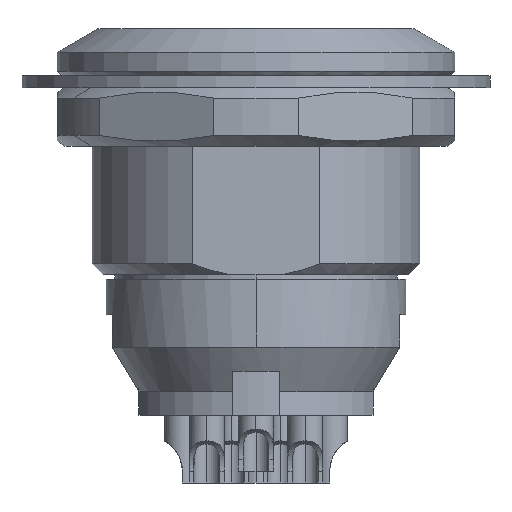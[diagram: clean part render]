
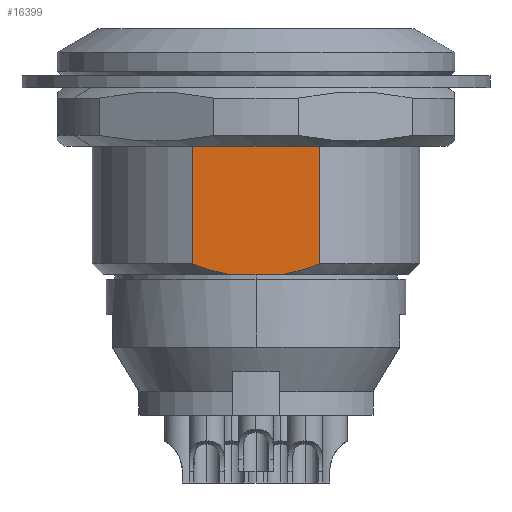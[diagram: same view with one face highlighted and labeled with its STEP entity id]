
A CAD part, front view. The second image highlights one B-rep face of the part: STEP entity #16399.
In plain terms, the highlighted planar face has unit normal (0, -1, 0).
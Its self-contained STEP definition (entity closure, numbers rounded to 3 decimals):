
#728=DIRECTION('',(1.,0.,0.));
#729=VECTOR('',#728,2.162);
#730=CARTESIAN_POINT('',(-1.081,-6.45,5.));
#731=LINE('',#730,#729);
#5138=DIRECTION('',(1.,0.,0.));
#5139=VECTOR('',#5138,5.44);
#5140=CARTESIAN_POINT('',(-2.72,-6.45,13.5));
#5141=LINE('',#5140,#5139);
#5638=DIRECTION('',(0.,0.,-1.));
#5639=VECTOR('',#5638,1.5);
#5640=CARTESIAN_POINT('',(1.813,-6.45,12.5));
#5641=LINE('',#5640,#5639);
#5642=CARTESIAN_POINT('',(2.72,-6.45,10.7));
#5643=CARTESIAN_POINT('',(2.565,-6.45,10.76));
#5644=CARTESIAN_POINT('',(2.26,-6.45,10.87));
#5645=CARTESIAN_POINT('',(1.961,-6.45,10.96));
#5646=CARTESIAN_POINT('',(1.813,-6.45,11.));
#5648=DIRECTION('',(0.,0.,1.));
#5649=VECTOR('',#5648,5.24);
#5650=CARTESIAN_POINT('',(2.72,-6.45,5.46));
#5651=LINE('',#5650,#5649);
#5652=CARTESIAN_POINT('',(1.081,-6.45,5.));
#5653=CARTESIAN_POINT('',(1.258,-6.45,5.029));
#5654=CARTESIAN_POINT('',(1.616,-6.45,5.102));
#5655=CARTESIAN_POINT('',(2.158,-6.45,5.255));
#5656=CARTESIAN_POINT('',(2.531,-6.45,5.387));
#5657=CARTESIAN_POINT('',(2.72,-6.45,5.46));
#5659=CARTESIAN_POINT('',(-2.72,-6.45,5.46));
#5660=CARTESIAN_POINT('',(-2.53,-6.45,5.386));
#5661=CARTESIAN_POINT('',(-2.157,-6.45,5.254));
#5662=CARTESIAN_POINT('',(-1.614,-6.45,5.102));
#5663=CARTESIAN_POINT('',(-1.258,-6.45,5.029));
#5664=CARTESIAN_POINT('',(-1.081,-6.45,5.));
#5666=DIRECTION('',(0.,0.,1.));
#5667=VECTOR('',#5666,5.24);
#5668=CARTESIAN_POINT('',(-2.72,-6.45,5.46));
#5669=LINE('',#5668,#5667);
#5670=CARTESIAN_POINT('',(-1.813,-6.45,11.));
#5671=CARTESIAN_POINT('',(-1.961,-6.45,10.96));
#5672=CARTESIAN_POINT('',(-2.26,-6.45,10.87));
#5673=CARTESIAN_POINT('',(-2.566,-6.45,10.76));
#5674=CARTESIAN_POINT('',(-2.72,-6.45,10.7));
#5676=DIRECTION('',(0.,0.,-1.));
#5677=VECTOR('',#5676,1.5);
#5678=CARTESIAN_POINT('',(-1.813,-6.45,12.5));
#5679=LINE('',#5678,#5677);
#5680=CARTESIAN_POINT('',(-1.813,-6.45,12.5));
#5681=CARTESIAN_POINT('',(-1.961,-6.45,12.54));
#5682=CARTESIAN_POINT('',(-2.26,-6.45,12.63));
#5683=CARTESIAN_POINT('',(-2.566,-6.45,12.74));
#5684=CARTESIAN_POINT('',(-2.72,-6.45,12.8));
#5686=DIRECTION('',(0.,0.,1.));
#5687=VECTOR('',#5686,0.7);
#5688=CARTESIAN_POINT('',(-2.72,-6.45,12.8));
#5689=LINE('',#5688,#5687);
#5690=DIRECTION('',(0.,0.,1.));
#5691=VECTOR('',#5690,0.7);
#5692=CARTESIAN_POINT('',(2.72,-6.45,12.8));
#5693=LINE('',#5692,#5691);
#5694=CARTESIAN_POINT('',(2.72,-6.45,12.8));
#5695=CARTESIAN_POINT('',(2.565,-6.45,12.74));
#5696=CARTESIAN_POINT('',(2.26,-6.45,12.63));
#5697=CARTESIAN_POINT('',(1.961,-6.45,12.54));
#5698=CARTESIAN_POINT('',(1.813,-6.45,12.5));
#8736=CARTESIAN_POINT('',(-1.081,-6.45,5.));
#8737=CARTESIAN_POINT('',(1.081,-6.45,5.));
#8738=VERTEX_POINT('',#8736);
#8739=VERTEX_POINT('',#8737);
#8740=VERTEX_POINT('',#5659);
#8741=VERTEX_POINT('',#5657);
#8742=CARTESIAN_POINT('',(-2.72,-6.45,13.5));
#8743=CARTESIAN_POINT('',(2.72,-6.45,13.5));
#8744=VERTEX_POINT('',#8742);
#8745=VERTEX_POINT('',#8743);
#9112=CARTESIAN_POINT('',(2.72,-6.45,12.8));
#9113=VERTEX_POINT('',#9112);
#9114=CARTESIAN_POINT('',(-2.72,-6.45,12.8));
#9115=VERTEX_POINT('',#9114);
#9124=CARTESIAN_POINT('',(2.72,-6.45,10.7));
#9125=VERTEX_POINT('',#9124);
#9126=CARTESIAN_POINT('',(-2.72,-6.45,10.7));
#9127=VERTEX_POINT('',#9126);
#9128=CARTESIAN_POINT('',(1.813,-6.45,12.5));
#9129=CARTESIAN_POINT('',(1.813,-6.45,11.));
#9130=VERTEX_POINT('',#9128);
#9131=VERTEX_POINT('',#9129);
#9132=CARTESIAN_POINT('',(-1.813,-6.45,12.5));
#9133=CARTESIAN_POINT('',(-1.813,-6.45,11.));
#9134=VERTEX_POINT('',#9132);
#9135=VERTEX_POINT('',#9133);
#16374=CARTESIAN_POINT('',(-2.72,-6.45,5.));
#16375=DIRECTION('',(0.,1.,0.));
#16376=DIRECTION('',(1.,0.,0.));
#16377=AXIS2_PLACEMENT_3D('',#16374,#16375,#16376);
#16378=PLANE('',#16377);
#16380=ORIENTED_EDGE('',*,*,#16379,.T.);
#16381=ORIENTED_EDGE('',*,*,#16361,.F.);
#16382=ORIENTED_EDGE('',*,*,#10444,.F.);
#16384=ORIENTED_EDGE('',*,*,#16383,.F.);
#16385=ORIENTED_EDGE('',*,*,#10213,.F.);
#16387=ORIENTED_EDGE('',*,*,#16386,.F.);
#16388=ORIENTED_EDGE('',*,*,#10460,.T.);
#16389=ORIENTED_EDGE('',*,*,#16365,.F.);
#16391=ORIENTED_EDGE('',*,*,#16390,.F.);
#16392=ORIENTED_EDGE('',*,*,#10507,.T.);
#16393=ORIENTED_EDGE('',*,*,#10427,.T.);
#16394=ORIENTED_EDGE('',*,*,#15400,.T.);
#16395=ORIENTED_EDGE('',*,*,#10330,.F.);
#16396=ORIENTED_EDGE('',*,*,#10511,.T.);
#16397=EDGE_LOOP('',(#16380,#16381,#16382,#16384,#16385,#16387,#16388,#16389,
#16391,#16392,#16393,#16394,#16395,#16396));
#16398=FACE_OUTER_BOUND('',#16397,.F.);
#5647=B_SPLINE_CURVE_WITH_KNOTS('',3,(#5642,#5643,#5644,#5645,#5646),
.UNSPECIFIED.,.F.,.F.,(4,1,4),(0.,0.5,1.),.UNSPECIFIED.);
#5658=B_SPLINE_CURVE_WITH_KNOTS('',3,(#5652,#5653,#5654,#5655,#5656,#5657),
.UNSPECIFIED.,.F.,.F.,(4,1,1,4),(0.,0.333,0.667,1.),
.UNSPECIFIED.);
#5665=B_SPLINE_CURVE_WITH_KNOTS('',3,(#5659,#5660,#5661,#5662,#5663,#5664),
.UNSPECIFIED.,.F.,.F.,(4,1,1,4),(0.,0.333,0.667,1.),
.UNSPECIFIED.);
#5675=B_SPLINE_CURVE_WITH_KNOTS('',3,(#5670,#5671,#5672,#5673,#5674),
.UNSPECIFIED.,.F.,.F.,(4,1,4),(0.,0.5,1.),.UNSPECIFIED.);
#5685=B_SPLINE_CURVE_WITH_KNOTS('',3,(#5680,#5681,#5682,#5683,#5684),
.UNSPECIFIED.,.F.,.F.,(4,1,4),(0.,0.5,1.),.UNSPECIFIED.);
#5699=B_SPLINE_CURVE_WITH_KNOTS('',3,(#5694,#5695,#5696,#5697,#5698),
.UNSPECIFIED.,.F.,.F.,(4,1,4),(0.,0.5,1.),.UNSPECIFIED.);
#10213=EDGE_CURVE('',#8738,#8739,#731,.T.);
#10330=EDGE_CURVE('',#9113,#8745,#5693,.T.);
#10427=EDGE_CURVE('',#9115,#8744,#5689,.T.);
#10444=EDGE_CURVE('',#8741,#9125,#5651,.T.);
#10460=EDGE_CURVE('',#8740,#9127,#5669,.T.);
#10507=EDGE_CURVE('',#9134,#9115,#5685,.T.);
#10511=EDGE_CURVE('',#9113,#9130,#5699,.T.);
#15400=EDGE_CURVE('',#8744,#8745,#5141,.T.);
#16361=EDGE_CURVE('',#9125,#9131,#5647,.T.);
#16365=EDGE_CURVE('',#9135,#9127,#5675,.T.);
#16379=EDGE_CURVE('',#9130,#9131,#5641,.T.);
#16383=EDGE_CURVE('',#8739,#8741,#5658,.T.);
#16386=EDGE_CURVE('',#8740,#8738,#5665,.T.);
#16390=EDGE_CURVE('',#9134,#9135,#5679,.T.);
#16399=ADVANCED_FACE('',(#16398),#16378,.F.);
